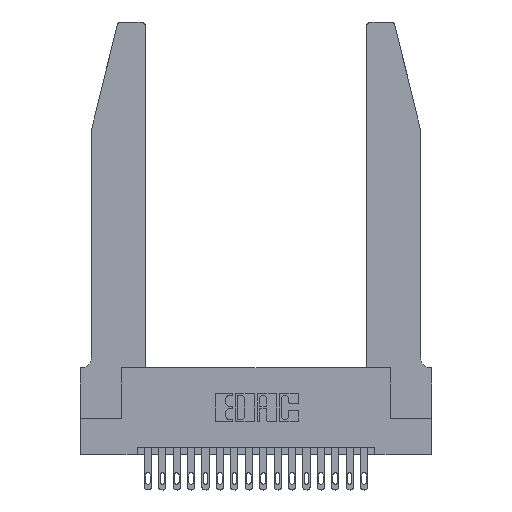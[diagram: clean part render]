
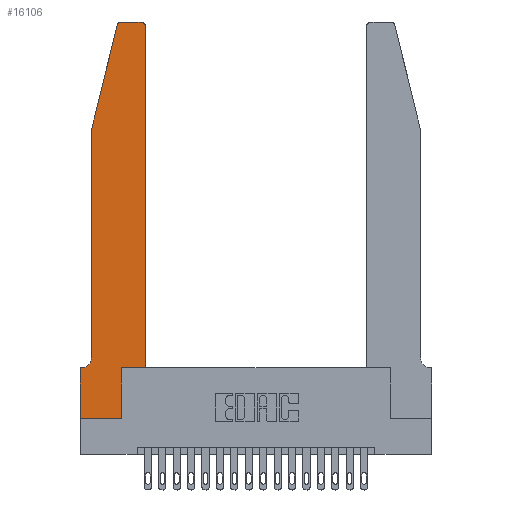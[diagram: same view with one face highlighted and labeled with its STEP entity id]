
A CAD part, top view. The second image highlights one B-rep face of the part: STEP entity #16106.
In plain terms, the highlighted planar face has unit normal (0, 0, 1).
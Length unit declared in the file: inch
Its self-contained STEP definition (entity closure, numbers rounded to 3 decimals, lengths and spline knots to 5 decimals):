
#103 = CARTESIAN_POINT ( 'NONE',  ( 0.284, 2.75, 0.37 ) ) ;
#290 = VECTOR ( 'NONE', #12870, 39.37008 ) ;
#483 = LINE ( 'NONE', #3564, #19783 ) ;
#495 = VECTOR ( 'NONE', #9935, 39.37008 ) ;
#1176 = VERTEX_POINT ( 'NONE', #8174 ) ;
#1319 = ORIENTED_EDGE ( 'NONE', *, *, #4211, .T. ) ;
#1491 = CARTESIAN_POINT ( 'NONE',  ( 0.4205, 2.72, 0.37 ) ) ;
#1723 = EDGE_CURVE ( 'NONE', #6213, #6446, #16414, .T. ) ;
#2319 = CARTESIAN_POINT ( 'NONE',  ( 0.0055, 0.42, 0.37 ) ) ;
#2453 = VERTEX_POINT ( 'NONE', #19355 ) ;
#2534 = CARTESIAN_POINT ( 'NONE',  ( 0.0755, 0.42, 0.37 ) ) ;
#2618 = LINE ( 'NONE', #7082, #16357 ) ;
#2695 = AXIS2_PLACEMENT_3D ( 'NONE', #1491, #12591, #17438 ) ;
#2775 = EDGE_CURVE ( 'NONE', #19514, #4266, #2854, .T. ) ;
#2854 = LINE ( 'NONE', #17724, #290 ) ;
#2908 = ORIENTED_EDGE ( 'NONE', *, *, #12297, .T. ) ;
#3288 = VECTOR ( 'NONE', #17562, 39.37008 ) ;
#3564 = CARTESIAN_POINT ( 'NONE',  ( 0.4505, 0.35, 0.37 ) ) ;
#3703 = AXIS2_PLACEMENT_3D ( 'NONE', #19810, #18148, #10206 ) ;
#4072 = DIRECTION ( 'NONE',  ( 1., 0., 0. ) ) ;
#4182 = DIRECTION ( 'NONE',  ( 0., 0., -1. ) ) ;
#4211 = EDGE_CURVE ( 'NONE', #4266, #1176, #14526, .T. ) ;
#4266 = VERTEX_POINT ( 'NONE', #2534 ) ;
#4646 = EDGE_CURVE ( 'NONE', #7640, #2453, #6282, .T. ) ;
#4753 = ORIENTED_EDGE ( 'NONE', *, *, #8076, .T. ) ;
#5331 = VERTEX_POINT ( 'NONE', #5379 ) ;
#5379 = CARTESIAN_POINT ( 'NONE',  ( 0.25487, 2.72718, 0.37 ) ) ;
#5564 = DIRECTION ( 'NONE',  ( -1., 0., 0. ) ) ;
#5692 = VECTOR ( 'NONE', #4072, 39.37008 ) ;
#5731 = ORIENTED_EDGE ( 'NONE', *, *, #18881, .T. ) ;
#6111 = DIRECTION ( 'NONE',  ( 1., 0., 0. ) ) ;
#6213 = VERTEX_POINT ( 'NONE', #18349 ) ;
#6282 = CIRCLE ( 'NONE', #2695, 0.03 ) ;
#6446 = VERTEX_POINT ( 'NONE', #8508 ) ;
#6705 = VECTOR ( 'NONE', #18812, 39.37008 ) ;
#6811 = LINE ( 'NONE', #11322, #495 ) ;
#6966 = CARTESIAN_POINT ( 'NONE',  ( 0.4505, 0.35, 0.37 ) ) ;
#7082 = CARTESIAN_POINT ( 'NONE',  ( 0.2605, 2.75, 0.37 ) ) ;
#7127 = VERTEX_POINT ( 'NONE', #19930 ) ;
#7640 = VERTEX_POINT ( 'NONE', #19079 ) ;
#7663 = DIRECTION ( 'NONE',  ( 0., -1., 0. ) ) ;
#7816 = ORIENTED_EDGE ( 'NONE', *, *, #4646, .T. ) ;
#7975 = ORIENTED_EDGE ( 'NONE', *, *, #20375, .T. ) ;
#8015 = LINE ( 'NONE', #19246, #3288 ) ;
#8076 = EDGE_CURVE ( 'NONE', #2453, #13377, #2618, .T. ) ;
#8143 = CARTESIAN_POINT ( 'NONE',  ( 0.0755, 2., 0.37 ) ) ;
#8174 = CARTESIAN_POINT ( 'NONE',  ( 0.0055, 0.35, 0.37 ) ) ;
#8508 = CARTESIAN_POINT ( 'NONE',  ( 0.2865, 0.35, 0.37 ) ) ;
#9634 = EDGE_CURVE ( 'NONE', #20316, #7127, #11692, .T. ) ;
#9727 = CARTESIAN_POINT ( 'NONE',  ( 0., 0.35, 0.37 ) ) ;
#9842 = DIRECTION ( 'NONE',  ( 0., 1., 0. ) ) ;
#9928 = DIRECTION ( 'NONE',  ( -1., 0., 0. ) ) ;
#9935 = DIRECTION ( 'NONE',  ( -0.239, -0.971, 0. ) ) ;
#10206 = DIRECTION ( 'NONE',  ( 1., 0., 0. ) ) ;
#10607 = PLANE ( 'NONE',  #15394 ) ;
#10681 = DIRECTION ( 'NONE',  ( 0., 0., 1. ) ) ;
#10759 = EDGE_CURVE ( 'NONE', #6446, #12298, #10924, .T. ) ;
#10873 = ORIENTED_EDGE ( 'NONE', *, *, #13938, .T. ) ;
#10924 = LINE ( 'NONE', #18387, #5692 ) ;
#11012 = CARTESIAN_POINT ( 'NONE',  ( 0.2865, 0.35, 0.37 ) ) ;
#11322 = CARTESIAN_POINT ( 'NONE',  ( 0.0755, 2., 0.37 ) ) ;
#11692 = LINE ( 'NONE', #20471, #18236 ) ;
#11946 = ORIENTED_EDGE ( 'NONE', *, *, #1723, .T. ) ;
#12278 = CARTESIAN_POINT ( 'NONE',  ( 0., 0.35, 0.37 ) ) ;
#12297 = EDGE_CURVE ( 'NONE', #13377, #5331, #18381, .T. ) ;
#12298 = VERTEX_POINT ( 'NONE', #6966 ) ;
#12591 = DIRECTION ( 'NONE',  ( 0., 0., 1. ) ) ;
#12870 = DIRECTION ( 'NONE',  ( 0., -1., 0. ) ) ;
#13356 = FACE_OUTER_BOUND ( 'NONE', #14828, .T. ) ;
#13377 = VERTEX_POINT ( 'NONE', #103 ) ;
#13455 = ORIENTED_EDGE ( 'NONE', *, *, #9634, .T. ) ;
#13708 = LINE ( 'NONE', #17779, #19723 ) ;
#13933 = ORIENTED_EDGE ( 'NONE', *, *, #18939, .T. ) ;
#13938 = EDGE_CURVE ( 'NONE', #5331, #19514, #6811, .T. ) ;
#14217 = ORIENTED_EDGE ( 'NONE', *, *, #10759, .T. ) ;
#14526 = CIRCLE ( 'NONE', #17664, 0.07 ) ;
#14612 = DIRECTION ( 'NONE',  ( 1., 0., 0. ) ) ;
#14828 = EDGE_LOOP ( 'NONE', ( #4753, #2908, #10873, #19066, #1319, #5731, #13455, #7975, #11946, #14217, #13933, #7816 ) ) ;
#15394 = AXIS2_PLACEMENT_3D ( 'NONE', #12278, #10681, #6111 ) ;
#16106 = ADVANCED_FACE ( 'NONE', ( #13356 ), #10607, .T. ) ;
#16357 = VECTOR ( 'NONE', #9928, 39.37008 ) ;
#16414 = LINE ( 'NONE', #11012, #6705 ) ;
#17438 = DIRECTION ( 'NONE',  ( 1., 0., 0. ) ) ;
#17562 = DIRECTION ( 'NONE',  ( -1., 0., 0. ) ) ;
#17664 = AXIS2_PLACEMENT_3D ( 'NONE', #2319, #4182, #5564 ) ;
#17724 = CARTESIAN_POINT ( 'NONE',  ( 0.0755, 2., 0.37 ) ) ;
#17779 = CARTESIAN_POINT ( 'NONE',  ( 0., 0., 0.37 ) ) ;
#18148 = DIRECTION ( 'NONE',  ( 0., 0., 1. ) ) ;
#18236 = VECTOR ( 'NONE', #7663, 39.37008 ) ;
#18349 = CARTESIAN_POINT ( 'NONE',  ( 0.2865, 0., 0.37 ) ) ;
#18381 = CIRCLE ( 'NONE', #3703, 0.03 ) ;
#18387 = CARTESIAN_POINT ( 'NONE',  ( 0.4505, 0.35, 0.37 ) ) ;
#18812 = DIRECTION ( 'NONE',  ( 0., 1., 0. ) ) ;
#18881 = EDGE_CURVE ( 'NONE', #1176, #20316, #8015, .T. ) ;
#18939 = EDGE_CURVE ( 'NONE', #12298, #7640, #483, .T. ) ;
#19066 = ORIENTED_EDGE ( 'NONE', *, *, #2775, .T. ) ;
#19079 = CARTESIAN_POINT ( 'NONE',  ( 0.4505, 2.72, 0.37 ) ) ;
#19246 = CARTESIAN_POINT ( 'NONE',  ( 0.0755, 0.35, 0.37 ) ) ;
#19355 = CARTESIAN_POINT ( 'NONE',  ( 0.4205, 2.75, 0.37 ) ) ;
#19514 = VERTEX_POINT ( 'NONE', #8143 ) ;
#19723 = VECTOR ( 'NONE', #14612, 39.37008 ) ;
#19783 = VECTOR ( 'NONE', #9842, 39.37008 ) ;
#19810 = CARTESIAN_POINT ( 'NONE',  ( 0.284, 2.72, 0.37 ) ) ;
#19930 = CARTESIAN_POINT ( 'NONE',  ( 0., 0., 0.37 ) ) ;
#20316 = VERTEX_POINT ( 'NONE', #9727 ) ;
#20375 = EDGE_CURVE ( 'NONE', #7127, #6213, #13708, .T. ) ;
#20471 = CARTESIAN_POINT ( 'NONE',  ( 0., 0., 0.37 ) ) ;
